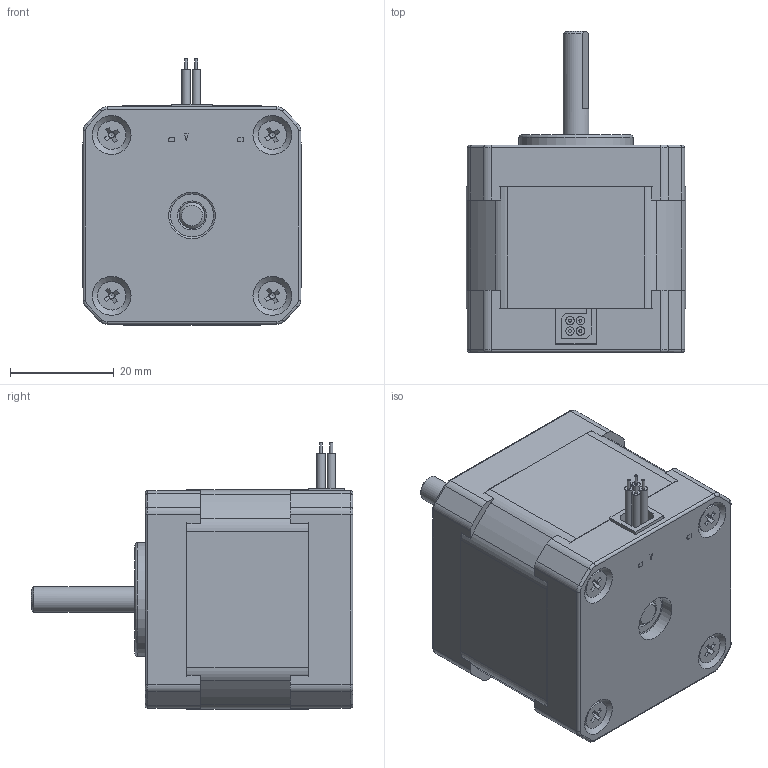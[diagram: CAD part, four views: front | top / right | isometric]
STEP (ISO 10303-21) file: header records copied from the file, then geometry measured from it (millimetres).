
FILE_DESCRIPTION(/* description */ (''),/* implementation_level */ '2;1');
FILE_NAME(/* name */ 'NEMA-17 40mm PR v1.step',/* time_stamp */ '2019-04-12T10:18:55+02:00',/* author */ ('3D-Gussner'),/* organization */ (''),/* preprocessor_version */ 'ST-DEVELOPER v18',/* originating_system */ 'Autodesk Translation Framework v8.2.0.1029',/* authorisation */ '');
FILE_SCHEMA (('AUTOMOTIVE_DESIGN { 1 0 10303 214 3 1 1 }'));
Length unit declared in the file: millimetre
Products named in the file (1): NEMA-17 40mm PR
Bounding box: 42.3 x 62 x 51.35 mm (x, y, z)
Volume: 51408.1 mm3; surface area: 24502 mm2
Topology: 11 solids, 11 shells, 369 faces, 919 edges, 592 vertices
Faces by surface type: plane 177, cylinder 101, cone 51, torus 34, bspline 6
Full cylindrical faces by diameter (mm): 0.559 x4, 1.615 x4, 2.5 x12, 3 x4, 5 x3, 5.5 x4, 7.3 x1, 8.3 x4, 9 x1, 12.7 x4, 16 x4, 22 x1, 23 x1, 31 x1, 33 x1
Entity records: 11684 total; most frequent: CARTESIAN_POINT 2111, DIRECTION 2035, ORIENTED_EDGE 1830, EDGE_CURVE 915, AXIS2_PLACEMENT_3D 802, VERTEX_POINT 592, LINE 431, VECTOR 431
